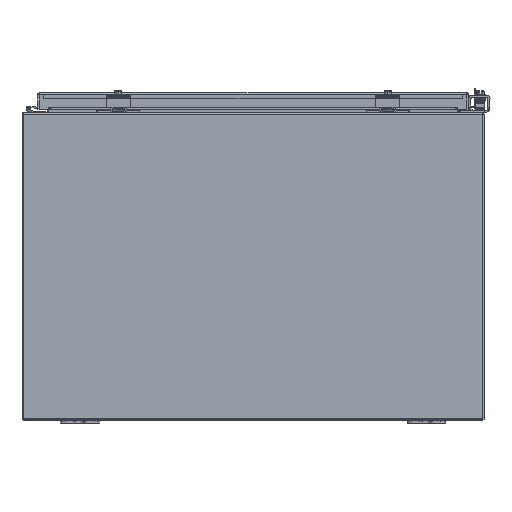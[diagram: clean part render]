
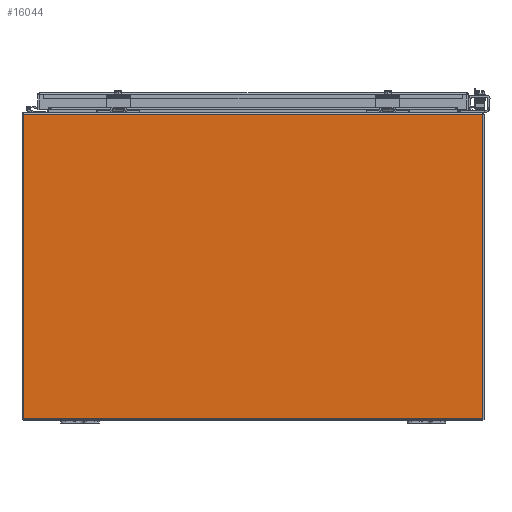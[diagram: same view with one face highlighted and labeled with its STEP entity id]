
A CAD part, front view. The second image highlights one B-rep face of the part: STEP entity #16044.
In plain terms, the highlighted planar face has unit normal (0, -1, 0).
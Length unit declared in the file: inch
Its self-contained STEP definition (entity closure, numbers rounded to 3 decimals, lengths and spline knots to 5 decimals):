
#371 = CARTESIAN_POINT ( 'NONE',  ( 0., 0., 0.10525 ) ) ;
#686 = EDGE_LOOP ( 'NONE', ( #4427, #15569, #4571, #11938 ) ) ;
#1194 = EDGE_CURVE ( 'NONE', #27688, #5188, #33788, .T. ) ;
#3468 = FACE_OUTER_BOUND ( 'NONE', #686, .T. ) ;
#4427 = ORIENTED_EDGE ( 'NONE', *, *, #7728, .T. ) ;
#4571 = ORIENTED_EDGE ( 'NONE', *, *, #6004, .T. ) ;
#5188 = VERTEX_POINT ( 'NONE', #16997 ) ;
#5863 = VERTEX_POINT ( 'NONE', #14877 ) ;
#6004 = EDGE_CURVE ( 'NONE', #35100, #5188, #16080, .T. ) ;
#6797 = LINE ( 'NONE', #39000, #15162 ) ;
#7728 = EDGE_CURVE ( 'NONE', #27688, #5863, #41839, .T. ) ;
#10377 = CARTESIAN_POINT ( 'NONE',  ( 23.852, 0., 15.89475 ) ) ;
#10877 = AXIS2_PLACEMENT_3D ( 'NONE', #33382, #33332, #33280 ) ;
#11938 = ORIENTED_EDGE ( 'NONE', *, *, #1194, .F. ) ;
#14842 = CARTESIAN_POINT ( 'NONE',  ( 0., 0., 0.10525 ) ) ;
#14877 = CARTESIAN_POINT ( 'NONE',  ( 0., 0., 15.89475 ) ) ;
#15065 = DIRECTION ( 'NONE',  ( 1., 0., 0. ) ) ;
#15162 = VECTOR ( 'NONE', #39819, 39.37008 ) ;
#15569 = ORIENTED_EDGE ( 'NONE', *, *, #37720, .F. ) ;
#15843 = VECTOR ( 'NONE', #15065, 39.37008 ) ;
#16044 = ADVANCED_FACE ( 'NONE', ( #3468 ), #34520, .F. ) ;
#16080 = LINE ( 'NONE', #14842, #15843 ) ;
#16997 = CARTESIAN_POINT ( 'NONE',  ( 23.852, 0., 0.10525 ) ) ;
#21721 = VECTOR ( 'NONE', #33436, 39.37008 ) ;
#27688 = VERTEX_POINT ( 'NONE', #10377 ) ;
#33233 = CARTESIAN_POINT ( 'NONE',  ( 23.852, 0., 15.89475 ) ) ;
#33280 = DIRECTION ( 'NONE',  ( 1., 0., 0. ) ) ;
#33332 = DIRECTION ( 'NONE',  ( 0., 1., 0. ) ) ;
#33382 = CARTESIAN_POINT ( 'NONE',  ( 11.926, 0., -14.86218 ) ) ;
#33436 = DIRECTION ( 'NONE',  ( 0., 0., -1. ) ) ;
#33788 = LINE ( 'NONE', #33233, #21721 ) ;
#34520 = PLANE ( 'NONE',  #10877 ) ;
#35100 = VERTEX_POINT ( 'NONE', #371 ) ;
#37720 = EDGE_CURVE ( 'NONE', #35100, #5863, #6797, .T. ) ;
#39000 = CARTESIAN_POINT ( 'NONE',  ( 0., 0., 0.10525 ) ) ;
#39148 = CARTESIAN_POINT ( 'NONE',  ( 23.852, 0., 15.89475 ) ) ;
#39335 = DIRECTION ( 'NONE',  ( -1., 0., 0. ) ) ;
#39819 = DIRECTION ( 'NONE',  ( 0., 0., 1. ) ) ;
#41707 = VECTOR ( 'NONE', #39335, 39.37008 ) ;
#41839 = LINE ( 'NONE', #39148, #41707 ) ;
